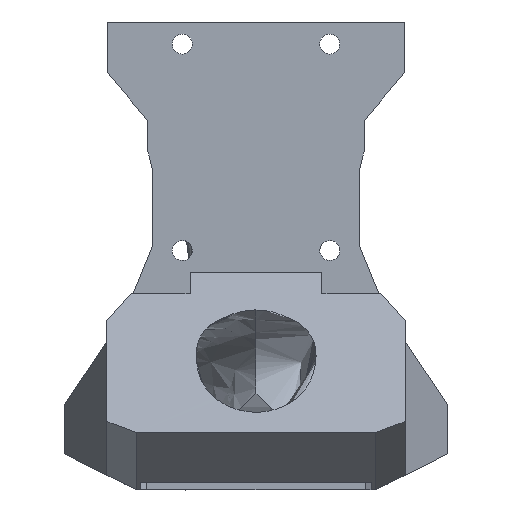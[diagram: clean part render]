
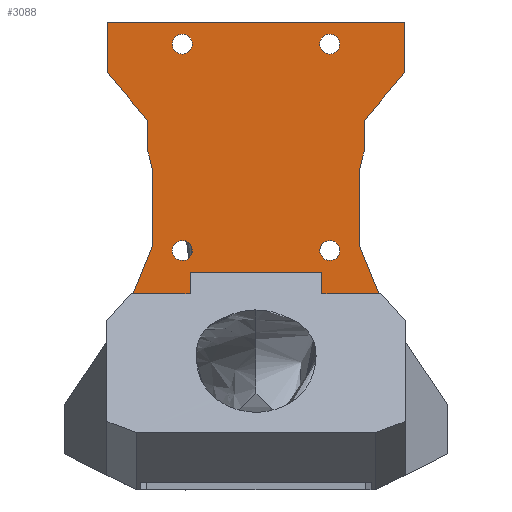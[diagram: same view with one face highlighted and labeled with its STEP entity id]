
A CAD part, front view. The second image highlights one B-rep face of the part: STEP entity #3088.
In plain terms, the highlighted planar face has unit normal (0, -1, 0).
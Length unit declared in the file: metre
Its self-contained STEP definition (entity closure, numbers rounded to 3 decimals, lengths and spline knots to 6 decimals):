
#88=CIRCLE('',#3249,0.0017);
#90=CIRCLE('',#3252,0.0017);
#92=CIRCLE('',#3255,0.0017);
#94=CIRCLE('',#3258,0.0017);
#688=ORIENTED_EDGE('',*,*,#1358,.F.);
#689=ORIENTED_EDGE('',*,*,#1359,.F.);
#690=ORIENTED_EDGE('',*,*,#1360,.F.);
#691=ORIENTED_EDGE('',*,*,#1361,.T.);
#692=ORIENTED_EDGE('',*,*,#1362,.T.);
#693=ORIENTED_EDGE('',*,*,#1363,.F.);
#694=ORIENTED_EDGE('',*,*,#1269,.T.);
#695=ORIENTED_EDGE('',*,*,#1346,.T.);
#696=ORIENTED_EDGE('',*,*,#1262,.F.);
#697=ORIENTED_EDGE('',*,*,#1364,.T.);
#698=ORIENTED_EDGE('',*,*,#1365,.F.);
#699=ORIENTED_EDGE('',*,*,#1366,.F.);
#700=ORIENTED_EDGE('',*,*,#1367,.T.);
#701=ORIENTED_EDGE('',*,*,#1368,.T.);
#702=ORIENTED_EDGE('',*,*,#1168,.T.);
#703=ORIENTED_EDGE('',*,*,#1166,.T.);
#704=ORIENTED_EDGE('',*,*,#1164,.T.);
#705=ORIENTED_EDGE('',*,*,#1170,.T.);
#1164=EDGE_CURVE('',#1584,#1584,#88,.T.);
#1166=EDGE_CURVE('',#1586,#1586,#90,.T.);
#1168=EDGE_CURVE('',#1587,#1587,#92,.T.);
#1170=EDGE_CURVE('',#1589,#1589,#94,.T.);
#1262=EDGE_CURVE('',#1659,#1660,#1948,.T.);
#1269=EDGE_CURVE('',#1666,#1665,#1954,.T.);
#1346=EDGE_CURVE('',#1665,#1660,#2028,.T.);
#1358=EDGE_CURVE('',#1709,#1710,#2037,.T.);
#1359=EDGE_CURVE('',#1711,#1709,#2038,.T.);
#1360=EDGE_CURVE('',#1712,#1711,#2039,.T.);
#1361=EDGE_CURVE('',#1712,#1713,#2040,.T.);
#1362=EDGE_CURVE('',#1713,#1714,#2041,.T.);
#1363=EDGE_CURVE('',#1666,#1714,#2042,.T.);
#1364=EDGE_CURVE('',#1659,#1715,#2043,.T.);
#1365=EDGE_CURVE('',#1716,#1715,#2044,.T.);
#1366=EDGE_CURVE('',#1717,#1716,#2045,.T.);
#1367=EDGE_CURVE('',#1717,#1718,#2046,.T.);
#1368=EDGE_CURVE('',#1718,#1710,#2047,.T.);
#1584=VERTEX_POINT('',#5443);
#1586=VERTEX_POINT('',#5448);
#1587=VERTEX_POINT('',#5452);
#1589=VERTEX_POINT('',#5457);
#1659=VERTEX_POINT('',#5643);
#1660=VERTEX_POINT('',#5645);
#1665=VERTEX_POINT('',#5660);
#1666=VERTEX_POINT('',#5662);
#1709=VERTEX_POINT('',#5837);
#1710=VERTEX_POINT('',#5838);
#1711=VERTEX_POINT('',#5840);
#1712=VERTEX_POINT('',#5842);
#1713=VERTEX_POINT('',#5844);
#1714=VERTEX_POINT('',#5846);
#1715=VERTEX_POINT('',#5849);
#1716=VERTEX_POINT('',#5851);
#1717=VERTEX_POINT('',#5853);
#1718=VERTEX_POINT('',#5855);
#1948=LINE('',#5644,#2264);
#1954=LINE('',#5661,#2270);
#2028=LINE('',#5811,#2344);
#2037=LINE('',#5836,#2353);
#2038=LINE('',#5839,#2354);
#2039=LINE('',#5841,#2355);
#2040=LINE('',#5843,#2356);
#2041=LINE('',#5845,#2357);
#2042=LINE('',#5847,#2358);
#2043=LINE('',#5848,#2359);
#2044=LINE('',#5850,#2360);
#2045=LINE('',#5852,#2361);
#2046=LINE('',#5854,#2362);
#2047=LINE('',#5856,#2363);
#2264=VECTOR('',#3778,1.);
#2270=VECTOR('',#3786,1.);
#2344=VECTOR('',#3928,1.);
#2353=VECTOR('',#3951,1.);
#2354=VECTOR('',#3952,1.);
#2355=VECTOR('',#3953,1.);
#2356=VECTOR('',#3954,1.);
#2357=VECTOR('',#3955,1.);
#2358=VECTOR('',#3956,1.);
#2359=VECTOR('',#3957,1.);
#2360=VECTOR('',#3958,1.);
#2361=VECTOR('',#3959,1.);
#2362=VECTOR('',#3960,1.);
#2363=VECTOR('',#3961,1.);
#2523=EDGE_LOOP('',(#688,#689,#690,#691,#692,#693,#694,#695,#696,#697,#698,
#699,#700,#701));
#2524=EDGE_LOOP('',(#702));
#2525=EDGE_LOOP('',(#703));
#2526=EDGE_LOOP('',(#704));
#2527=EDGE_LOOP('',(#705));
#2746=FACE_BOUND('',#2523,.T.);
#2747=FACE_BOUND('',#2524,.T.);
#2748=FACE_BOUND('',#2525,.T.);
#2749=FACE_BOUND('',#2526,.T.);
#2750=FACE_BOUND('',#2527,.T.);
#2951=PLANE('',#3331);
#3088=ADVANCED_FACE('',(#2746,#2747,#2748,#2749,#2750),#2951,.F.);
#3249=AXIS2_PLACEMENT_3D('',#5442,#3615,#3616);
#3252=AXIS2_PLACEMENT_3D('',#5447,#3621,#3622);
#3255=AXIS2_PLACEMENT_3D('',#5451,#3627,#3628);
#3258=AXIS2_PLACEMENT_3D('',#5456,#3633,#3634);
#3331=AXIS2_PLACEMENT_3D('',#5835,#3949,#3950);
#3615=DIRECTION('',(0.,1.,0.));
#3616=DIRECTION('',(-1.,0.,0.));
#3621=DIRECTION('',(0.,1.,0.));
#3622=DIRECTION('',(-1.,0.,0.));
#3627=DIRECTION('',(0.,1.,0.));
#3628=DIRECTION('',(-1.,0.,0.));
#3633=DIRECTION('',(0.,1.,0.));
#3634=DIRECTION('',(-1.,0.,0.));
#3778=DIRECTION('',(0.378,0.,-0.926));
#3786=DIRECTION('',(-0.378,0.,-0.926));
#3928=DIRECTION('',(1.,0.,0.));
#3949=DIRECTION('',(0.,1.,0.));
#3950=DIRECTION('',(0.,0.,1.));
#3951=DIRECTION('',(1.,0.,0.));
#3952=DIRECTION('',(0.,0.,1.));
#3953=DIRECTION('',(-0.643,0.,0.766));
#3954=DIRECTION('',(0.,0.,-1.));
#3955=DIRECTION('',(0.236,0.,-0.972));
#3956=DIRECTION('',(0.,0.,1.));
#3957=DIRECTION('',(0.,0.,1.));
#3958=DIRECTION('',(-0.236,0.,-0.972));
#3959=DIRECTION('',(0.,0.,-1.));
#3960=DIRECTION('',(0.643,0.,0.766));
#3961=DIRECTION('',(0.,0.,1.));
#5442=CARTESIAN_POINT('',(-0.0125,-0.01365,0.0775));
#5443=CARTESIAN_POINT('',(-0.0142,-0.01365,0.0775));
#5447=CARTESIAN_POINT('',(0.0125,-0.01365,0.0425));
#5448=CARTESIAN_POINT('',(0.0108,-0.01365,0.0425));
#5451=CARTESIAN_POINT('',(0.0125,-0.01365,0.0775));
#5452=CARTESIAN_POINT('',(0.0108,-0.01365,0.0775));
#5456=CARTESIAN_POINT('',(-0.0125,-0.01365,0.0425));
#5457=CARTESIAN_POINT('',(-0.0142,-0.01365,0.0425));
#5643=CARTESIAN_POINT('',(0.0175,-0.01365,0.043332));
#5644=CARTESIAN_POINT('',(0.023813,-0.01365,0.027869));
#5645=CARTESIAN_POINT('',(0.023274,-0.01365,0.02919));
#5660=CARTESIAN_POINT('',(-0.023274,-0.01365,0.02919));
#5661=CARTESIAN_POINT('',(-0.023813,-0.01365,0.027869));
#5662=CARTESIAN_POINT('',(-0.0175,-0.01365,0.043332));
#5811=CARTESIAN_POINT('',(-0.12414,-0.01365,0.02919));
#5835=CARTESIAN_POINT('',(0.,-0.01365,0.018147));
#5836=CARTESIAN_POINT('',(0.012,-0.01365,0.08125));
#5837=CARTESIAN_POINT('',(-0.025201,-0.01365,0.08125));
#5838=CARTESIAN_POINT('',(0.025201,-0.01365,0.08125));
#5839=CARTESIAN_POINT('',(-0.025201,-0.01365,-0.190672));
#5840=CARTESIAN_POINT('',(-0.025201,-0.01365,0.07268));
#5841=CARTESIAN_POINT('',(0.104723,-0.01365,-0.082157));
#5842=CARTESIAN_POINT('',(-0.0184,-0.01365,0.064575));
#5843=CARTESIAN_POINT('',(-0.0184,-0.01365,0.064575));
#5844=CARTESIAN_POINT('',(-0.0184,-0.01365,0.059575));
#5845=CARTESIAN_POINT('',(-0.01795,-0.01365,0.05772));
#5846=CARTESIAN_POINT('',(-0.0175,-0.01365,0.055865));
#5847=CARTESIAN_POINT('',(-0.0175,-0.01365,0.018147));
#5848=CARTESIAN_POINT('',(0.0175,-0.01365,0.018147));
#5849=CARTESIAN_POINT('',(0.0175,-0.01365,0.055865));
#5850=CARTESIAN_POINT('',(0.01795,-0.01365,0.05772));
#5851=CARTESIAN_POINT('',(0.0184,-0.01365,0.059575));
#5852=CARTESIAN_POINT('',(0.0184,-0.01365,0.064575));
#5853=CARTESIAN_POINT('',(0.0184,-0.01365,0.064575));
#5854=CARTESIAN_POINT('',(-0.104723,-0.01365,-0.082157));
#5855=CARTESIAN_POINT('',(0.025201,-0.01365,0.07268));
#5856=CARTESIAN_POINT('',(0.025201,-0.01365,-0.190672));
